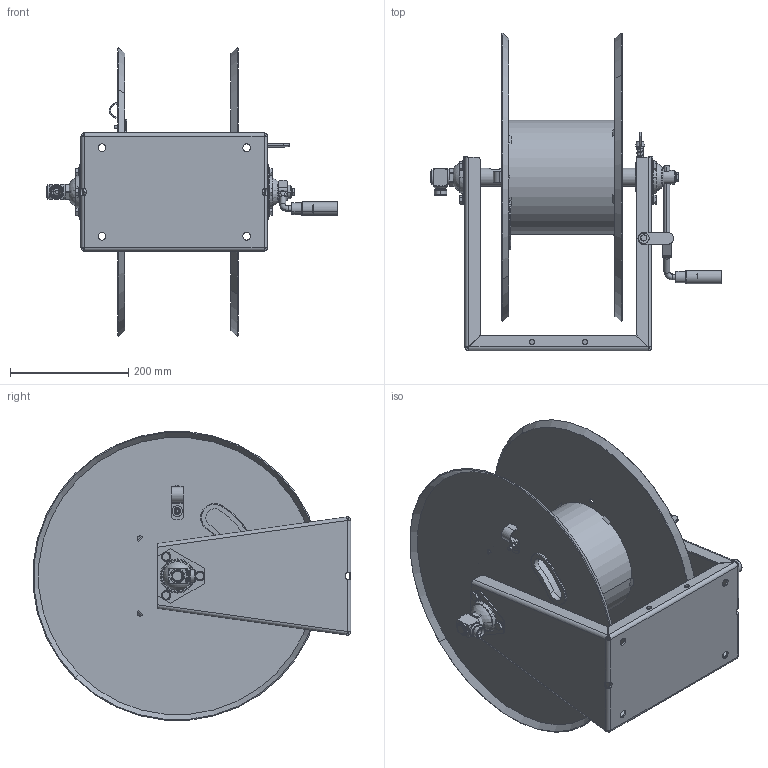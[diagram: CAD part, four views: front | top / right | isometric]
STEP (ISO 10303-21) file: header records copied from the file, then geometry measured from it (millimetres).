
FILE_DESCRIPTION((''),'2;1');
FILE_NAME('300_050_M_ASM','2016-01-12T',('CAD-01'),('CDM'),'PRO/ENGINEER BY PARAMETRIC TECHNOLOGY CORPORATION, 2015030','PRO/ENGINEER BY PARAMETRIC TECHNOLOGY CORPORATION, 2015030','');
FILE_SCHEMA(('CONFIG_CONTROL_DESIGN'));
Length unit declared in the file: millimetre
Products named in the file (57): 1_00_00_02; 1_62_00_02; 1_26_20_20_INST_1_AF0; 1_26_20_02_ASM; 1_26_20_20_INST_1; 1_26_20_01_ASM; 1_64_10_01_ASM; 1_64_10_01_02_ASM; 1_76_00_03; 1_76_00_03_02_ASM; ROND-020618; DADO-0706; 1_32_00_03; 1_32_00_03_01_ASM; VITE-020625; 976_002_F_ASM; 1-SUPP-3625; 2-SUPP-3625; 3-SUPP-3625; 4-SUPP-3625; 5-SUPP-3625; SUPP-3625_AF2_ASM; 1_22_25_01_ASM; SUPP-3625_AF3_ASM; 1_22_25_01_AF0_ASM; 1_06_10_21; 1_22_25_02_AF0_ASM; 1_22_25_02_01_AF0_ASM; 1_32_20_01; 2_86_90_02; 1_46_00_02_AF0; 932_006_Z_ASM; ROND-0108; VITE-020820; DADO-0908; ROND-0120; 1-1_58_20_20; 2-1_58_20_20; 3-1_58_20_20; 4-1_58_20_20 ...
Assembly tree (86 placements, depth 7):
  300_050_M_ASM
    1_64_10_01_02_ASM
      1_64_10_01_ASM
        1_00_00_02
        1_62_00_02
        1_26_20_02_ASM
          1_26_20_20_INST_1_AF0
        1_26_20_01_ASM
          1_26_20_20_INST_1
    976_002_F_ASM
      1_76_00_03_02_ASM
        1_76_00_03
      ROND-020618  x4
      DADO-0706
      1_32_00_03_01_ASM
        1_32_00_03
      VITE-020625
    1_22_25_01_ASM
      SUPP-3625_AF2_ASM
        1-SUPP-3625
        2-SUPP-3625
        3-SUPP-3625
        4-SUPP-3625  x2
        5-SUPP-3625  x2
    932_006_Z_ASM
      1_22_25_02_01_AF0_ASM
        1_22_25_02_AF0_ASM
          1_22_25_01_AF0_ASM
            SUPP-3625_AF3_ASM
              1-SUPP-3625
              2-SUPP-3625
              3-SUPP-3625
              4-SUPP-3625  x2
              5-SUPP-3625  x2
          1_06_10_21
      1_32_20_01
      2_86_90_02
      1_46_00_02_AF0
    ROND-0108  x6
    VITE-020820  x6
    DADO-0908  x6
    ROND-0120
    1_58_20_20_AF0_ASM
      1-1_58_20_20
      2-1_58_20_20
      3-1_58_20_20  x2
      4-1_58_20_20  x2
      5-1_58_20_20
      6-1_58_20_20
    2_50_10_02_ASOLA_RAGGIATA
    912_002_F_ASM
      VITE-060616
      2_12_10_02
      ROND-020618
      DADO-0306
    944_005_Z_ASM
      1_44_00_29_01_ASM
        1_44_00_29_ASM
          1_44_00_19
          1_32_00_01
Bounding box: 494 x 538.07 x 488.14 mm (x, y, z)
Volume: 2237062.9 mm3; surface area: 1613967 mm2
Topology: 74 solids, 123 shells, 1712 faces, 4025 edges, 2507 vertices
Faces by surface type: plane 619, cylinder 506, cone 370, torus 118, bspline 71, sphere 28
Entity records: 51571 total; most frequent: CARTESIAN_POINT 12810, DIRECTION 5847, ORIENTED_EDGE 5116, PRESENTATION_STYLE_ASSIGNMENT 2925, STYLED_ITEM 2881, EDGE_CURVE 2639, AXIS2_PLACEMENT_3D 2322, CURVE_STYLE 2273
